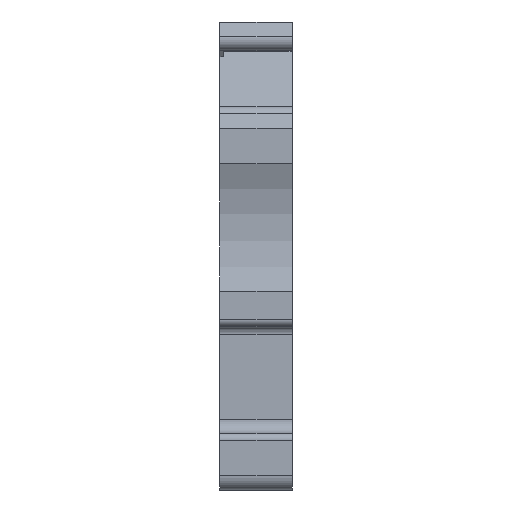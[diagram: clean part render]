
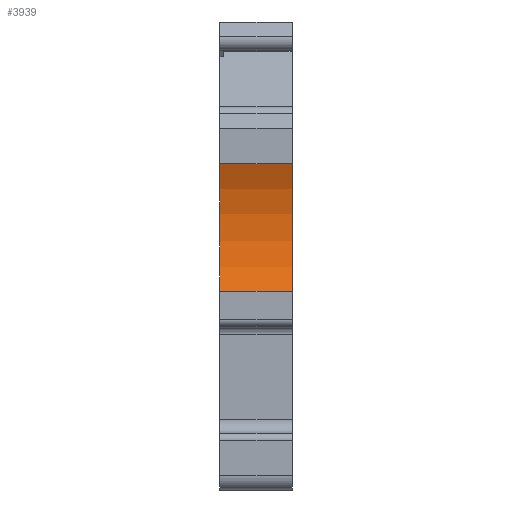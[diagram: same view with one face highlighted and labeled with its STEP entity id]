
A CAD part, left-side view. The second image highlights one B-rep face of the part: STEP entity #3939.
In plain terms, the highlighted cylindrical face has radius 10.625 mm (diameter 21.25 mm), a partial arc.
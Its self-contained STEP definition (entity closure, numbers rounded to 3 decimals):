
#44=CYLINDRICAL_SURFACE('',#4154,10.625);
#105=CIRCLE('',#4105,10.625);
#122=CIRCLE('',#4155,10.625);
#581=ORIENTED_EDGE('',*,*,#1167,.F.);
#582=ORIENTED_EDGE('',*,*,#1299,.T.);
#583=ORIENTED_EDGE('',*,*,#1300,.F.);
#584=ORIENTED_EDGE('',*,*,#1297,.F.);
#1167=EDGE_CURVE('',#1550,#1551,#105,.T.);
#1297=EDGE_CURVE('',#1551,#1648,#1944,.T.);
#1299=EDGE_CURVE('',#1550,#1649,#1946,.T.);
#1300=EDGE_CURVE('',#1648,#1649,#122,.T.);
#1550=VERTEX_POINT('',#5408);
#1551=VERTEX_POINT('',#5410);
#1648=VERTEX_POINT('',#5669);
#1649=VERTEX_POINT('',#5673);
#1944=LINE('',#5668,#2290);
#1946=LINE('',#5672,#2292);
#2290=VECTOR('',#4770,1000.);
#2292=VECTOR('',#4774,1000.);
#2477=EDGE_LOOP('',(#581,#582,#583,#584));
#2631=FACE_BOUND('',#2477,.T.);
#3939=ADVANCED_FACE('',(#2631),#44,.F.);
#4105=AXIS2_PLACEMENT_3D('',#5409,#4559,#4560);
#4154=AXIS2_PLACEMENT_3D('',#5671,#4772,#4773);
#4155=AXIS2_PLACEMENT_3D('',#5674,#4775,#4776);
#4559=DIRECTION('',(0.,-1.,0.));
#4560=DIRECTION('',(0.,0.,-1.));
#4770=DIRECTION('',(0.,-1.,0.));
#4772=DIRECTION('',(0.,-1.,0.));
#4773=DIRECTION('',(0.,0.,-1.));
#4774=DIRECTION('',(0.,-1.,0.));
#4775=DIRECTION('',(0.,1.,0.));
#4776=DIRECTION('',(-1.,0.,0.));
#5408=CARTESIAN_POINT('',(-33.,0.,-2.5));
#5409=CARTESIAN_POINT('',(-42.625,0.,2.));
#5410=CARTESIAN_POINT('',(-33.,0.,6.5));
#5668=CARTESIAN_POINT('',(-33.,68.885,6.5));
#5669=CARTESIAN_POINT('',(-33.,-5.08,6.5));
#5671=CARTESIAN_POINT('',(-42.625,68.885,2.));
#5672=CARTESIAN_POINT('',(-33.,68.885,-2.5));
#5673=CARTESIAN_POINT('',(-33.,-5.08,-2.5));
#5674=CARTESIAN_POINT('',(-42.625,-5.08,2.));
